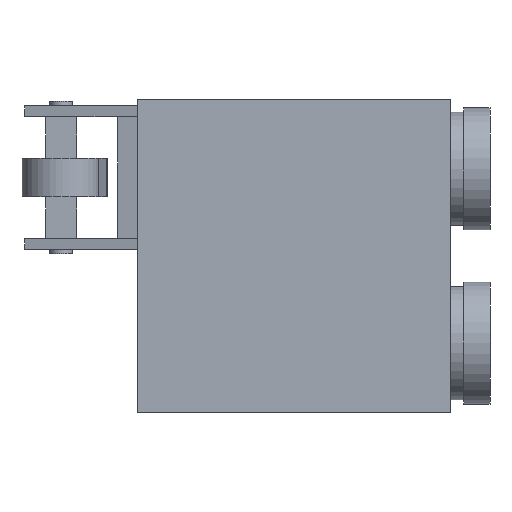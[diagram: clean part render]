
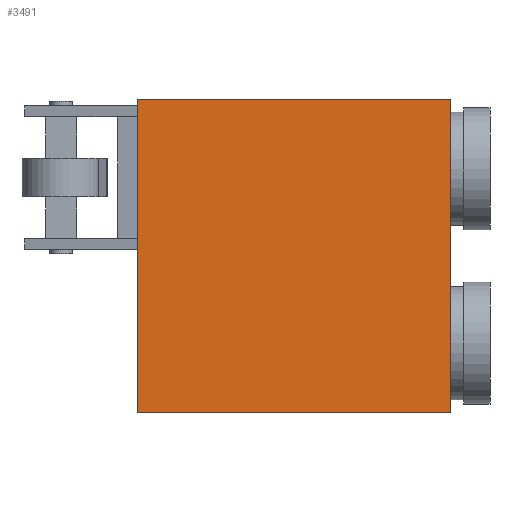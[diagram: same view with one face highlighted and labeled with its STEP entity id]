
A CAD part, front view. The second image highlights one B-rep face of the part: STEP entity #3491.
In plain terms, the highlighted planar face has unit normal (0, -1, 0).
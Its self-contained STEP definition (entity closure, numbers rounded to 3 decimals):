
#372=ORIENTED_EDGE('',*,*,#1323,.T.);
#373=ORIENTED_EDGE('',*,*,#1324,.F.);
#374=ORIENTED_EDGE('',*,*,#1325,.F.);
#375=ORIENTED_EDGE('',*,*,#1200,.T.);
#1200=EDGE_CURVE('',#1683,#1682,#2022,.T.);
#1323=EDGE_CURVE('',#1682,#1794,#2119,.T.);
#1324=EDGE_CURVE('',#1795,#1794,#2120,.T.);
#1325=EDGE_CURVE('',#1683,#1795,#2121,.T.);
#1682=VERTEX_POINT('',#5090);
#1683=VERTEX_POINT('',#5092);
#1794=VERTEX_POINT('',#5377);
#1795=VERTEX_POINT('',#5379);
#2022=LINE('',#5091,#2390);
#2119=LINE('',#5376,#2487);
#2120=LINE('',#5378,#2488);
#2121=LINE('',#5380,#2489);
#2390=VECTOR('',#4064,1000.);
#2487=VECTOR('',#4239,1000.);
#2488=VECTOR('',#4240,1000.);
#2489=VECTOR('',#4241,1000.);
#2782=EDGE_LOOP('',(#372,#373,#374,#375));
#3072=FACE_BOUND('',#2782,.T.);
#3340=PLANE('',#3764);
#3491=ADVANCED_FACE('',(#3072),#3340,.F.);
#3764=AXIS2_PLACEMENT_3D('',#5375,#4237,#4238);
#4064=DIRECTION('',(0.,0.,-1.));
#4237=DIRECTION('',(0.,1.,0.));
#4238=DIRECTION('',(0.,0.,1.));
#4239=DIRECTION('',(1.,0.,0.));
#4240=DIRECTION('',(0.,0.,-1.));
#4241=DIRECTION('',(1.,0.,0.));
#5090=CARTESIAN_POINT('',(-18.,0.,-18.));
#5091=CARTESIAN_POINT('',(-18.,0.,18.));
#5092=CARTESIAN_POINT('',(-18.,0.,18.));
#5375=CARTESIAN_POINT('',(-18.,0.,18.));
#5376=CARTESIAN_POINT('',(-18.,0.,-18.));
#5377=CARTESIAN_POINT('',(18.,0.,-18.));
#5378=CARTESIAN_POINT('',(18.,0.,18.));
#5379=CARTESIAN_POINT('',(18.,0.,18.));
#5380=CARTESIAN_POINT('',(-18.,0.,18.));
